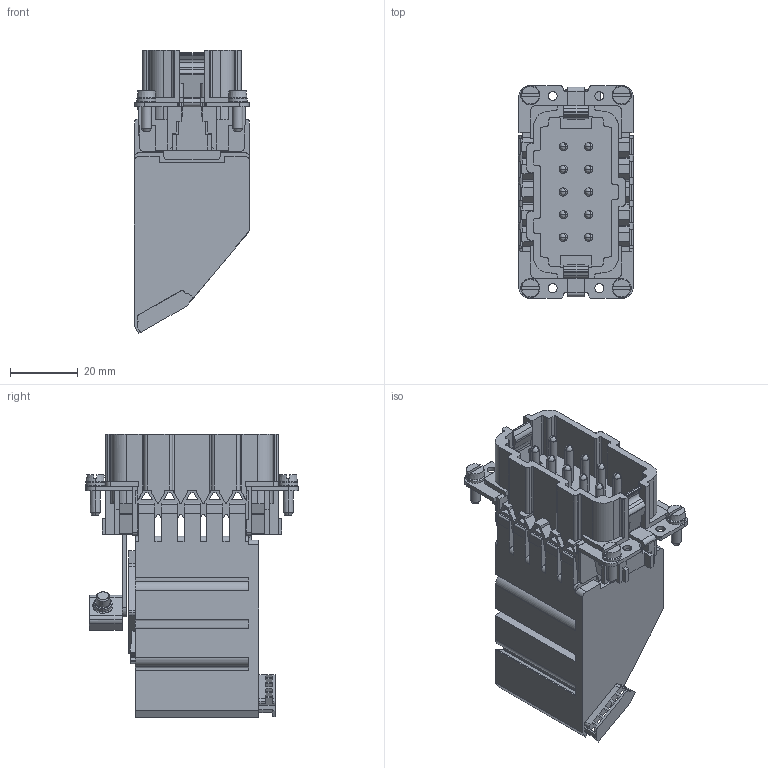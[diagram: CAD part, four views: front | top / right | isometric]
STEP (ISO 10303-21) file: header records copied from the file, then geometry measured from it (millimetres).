
FILE_DESCRIPTION(('CATIA V5 STEP Exchange','CAx-IF Rec.Pracs.--- Model Styling and Organization---1.4--- 2014-01-23'),'2;1');
FILE_NAME ('040146-6_0_1848680000_1848680000.stp','2020-07-02T10:13:03+00:00',('none'),('Weidmueller'),'CATIA Version 5-6 Release 2016 SP3 HF44','CATIA V5 STEP AP214','none');
FILE_SCHEMA(('AUTOMOTIVE_DESIGN { 1 0 10303 214 1 1 1 1 }'));
Products named in the file (1): 1848680000
Bounding box: 34 x 62.83 x 83.8 mm (x, y, z)
Volume: 69762.5 mm3; surface area: 32051.1 mm2
Topology: 14 solids, 16 shells, 1785 faces, 5172 edges, 3402 vertices
Faces by surface type: plane 1208, cylinder 482, bspline 61, cone 18, extrusion 16
Entity records: 61089 total; most frequent: CARTESIAN_POINT 16401, ORIENTED_EDGE 10264, DIRECTION 7658, EDGE_CURVE 5118, VECTOR 3928, LINE 3912, VERTEX_POINT 3382, AXIS2_PLACEMENT_3D 2128
